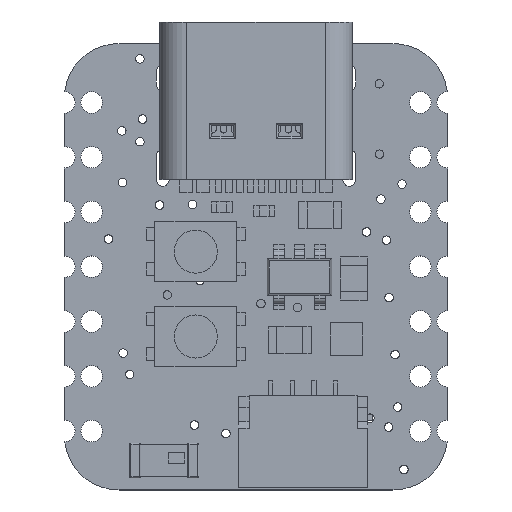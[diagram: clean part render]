
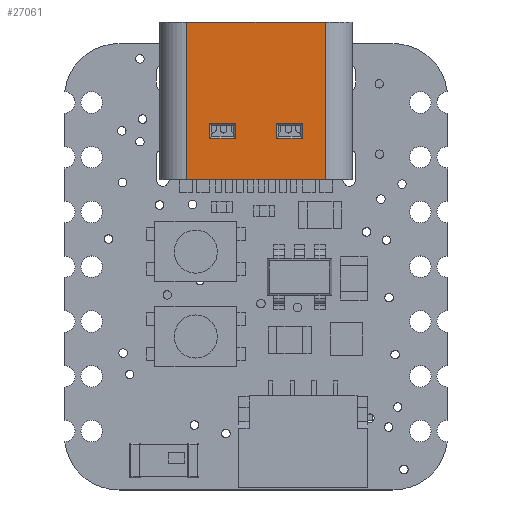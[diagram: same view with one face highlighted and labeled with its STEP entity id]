
A CAD part, top view. The second image highlights one B-rep face of the part: STEP entity #27061.
In plain terms, the highlighted planar face has unit normal (0, 0, 1).
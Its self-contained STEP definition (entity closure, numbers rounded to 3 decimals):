
#447=FACE_BOUND('',#3673,.T.);
#448=FACE_BOUND('',#3674,.T.);
#670=PLANE('',#29195);
#2023=FACE_OUTER_BOUND('',#3672,.T.);
#3672=EDGE_LOOP('',(#19687,#19688,#19689,#19690));
#3673=EDGE_LOOP('',(#19691,#19692,#19693,#19694));
#3674=EDGE_LOOP('',(#19695,#19696,#19697,#19698));
#6143=LINE('',#40268,#9247);
#6158=LINE('',#40334,#9262);
#6159=LINE('',#40336,#9263);
#6160=LINE('',#40337,#9264);
#6161=LINE('',#40340,#9265);
#6162=LINE('',#40342,#9266);
#6163=LINE('',#40344,#9267);
#6164=LINE('',#40345,#9268);
#6165=LINE('',#40348,#9269);
#6166=LINE('',#40350,#9270);
#6167=LINE('',#40352,#9271);
#6168=LINE('',#40353,#9272);
#9247=VECTOR('',#32712,6.44);
#9262=VECTOR('',#32785,7.3);
#9263=VECTOR('',#32786,6.44);
#9264=VECTOR('',#32787,7.3);
#9265=VECTOR('',#32788,1.2);
#9266=VECTOR('',#32789,0.7);
#9267=VECTOR('',#32790,1.2);
#9268=VECTOR('',#32791,0.7);
#9269=VECTOR('',#32792,1.2);
#9270=VECTOR('',#32793,0.7);
#9271=VECTOR('',#32794,1.2);
#9272=VECTOR('',#32795,0.7);
#12376=VERTEX_POINT('',#40265);
#12377=VERTEX_POINT('',#40267);
#12399=VERTEX_POINT('',#40333);
#12400=VERTEX_POINT('',#40335);
#12401=VERTEX_POINT('',#40338);
#12402=VERTEX_POINT('',#40339);
#12403=VERTEX_POINT('',#40341);
#12404=VERTEX_POINT('',#40343);
#12405=VERTEX_POINT('',#40346);
#12406=VERTEX_POINT('',#40347);
#12407=VERTEX_POINT('',#40349);
#12408=VERTEX_POINT('',#40351);
#15115=EDGE_CURVE('',#12377,#12376,#6143,.T.);
#15151=EDGE_CURVE('',#12376,#12399,#6158,.F.);
#15152=EDGE_CURVE('',#12400,#12399,#6159,.T.);
#15153=EDGE_CURVE('',#12400,#12377,#6160,.T.);
#15154=EDGE_CURVE('',#12401,#12402,#6161,.T.);
#15155=EDGE_CURVE('',#12402,#12403,#6162,.T.);
#15156=EDGE_CURVE('',#12403,#12404,#6163,.T.);
#15157=EDGE_CURVE('',#12404,#12401,#6164,.T.);
#15158=EDGE_CURVE('',#12405,#12406,#6165,.T.);
#15159=EDGE_CURVE('',#12406,#12407,#6166,.T.);
#15160=EDGE_CURVE('',#12407,#12408,#6167,.T.);
#15161=EDGE_CURVE('',#12408,#12405,#6168,.T.);
#19687=ORIENTED_EDGE('',*,*,#15115,.T.);
#19688=ORIENTED_EDGE('',*,*,#15151,.T.);
#19689=ORIENTED_EDGE('',*,*,#15152,.F.);
#19690=ORIENTED_EDGE('',*,*,#15153,.T.);
#19691=ORIENTED_EDGE('',*,*,#15154,.T.);
#19692=ORIENTED_EDGE('',*,*,#15155,.T.);
#19693=ORIENTED_EDGE('',*,*,#15156,.T.);
#19694=ORIENTED_EDGE('',*,*,#15157,.T.);
#19695=ORIENTED_EDGE('',*,*,#15158,.T.);
#19696=ORIENTED_EDGE('',*,*,#15159,.T.);
#19697=ORIENTED_EDGE('',*,*,#15160,.T.);
#19698=ORIENTED_EDGE('',*,*,#15161,.T.);
#27061=ADVANCED_FACE('',(#2023,#447,#448),#670,.F.);
#29195=AXIS2_PLACEMENT_3D('',#40332,#32783,#32784);
#32712=DIRECTION('',(-1.,0.,0.));
#32783=DIRECTION('center_axis',(0.,0.,-1.));
#32784=DIRECTION('ref_axis',(1.,0.,0.));
#32785=DIRECTION('',(0.,1.,0.));
#32786=DIRECTION('',(-1.,0.,0.));
#32787=DIRECTION('',(0.,1.,0.));
#32788=DIRECTION('',(1.,0.,0.));
#32789=DIRECTION('',(0.,-1.,0.));
#32790=DIRECTION('',(-1.,0.,0.));
#32791=DIRECTION('',(0.,1.,0.));
#32792=DIRECTION('',(1.,0.,0.));
#32793=DIRECTION('',(0.,-1.,0.));
#32794=DIRECTION('',(-1.,0.,0.));
#32795=DIRECTION('',(0.,1.,0.));
#40265=CARTESIAN_POINT('',(-3.22,3.513,3.2));
#40267=CARTESIAN_POINT('',(3.22,3.513,3.2));
#40268=CARTESIAN_POINT('',(3.22,3.513,3.2));
#40332=CARTESIAN_POINT('Origin',(-4.47,-3.787,3.2));
#40333=CARTESIAN_POINT('',(-3.22,-3.787,3.2));
#40334=CARTESIAN_POINT('',(-3.22,-3.787,3.2));
#40335=CARTESIAN_POINT('',(3.22,-3.787,3.2));
#40336=CARTESIAN_POINT('',(3.22,-3.787,3.2));
#40337=CARTESIAN_POINT('',(3.22,-3.787,3.2));
#40338=CARTESIAN_POINT('',(-2.15,1.613,3.2));
#40339=CARTESIAN_POINT('',(-0.95,1.613,3.2));
#40340=CARTESIAN_POINT('',(-2.15,1.613,3.2));
#40341=CARTESIAN_POINT('',(-0.95,0.913,3.2));
#40342=CARTESIAN_POINT('',(-0.95,1.613,3.2));
#40343=CARTESIAN_POINT('',(-2.15,0.913,3.2));
#40344=CARTESIAN_POINT('',(-0.95,0.913,3.2));
#40345=CARTESIAN_POINT('',(-2.15,0.913,3.2));
#40346=CARTESIAN_POINT('',(0.95,1.613,3.2));
#40347=CARTESIAN_POINT('',(2.15,1.613,3.2));
#40348=CARTESIAN_POINT('',(0.95,1.613,3.2));
#40349=CARTESIAN_POINT('',(2.15,0.913,3.2));
#40350=CARTESIAN_POINT('',(2.15,1.613,3.2));
#40351=CARTESIAN_POINT('',(0.95,0.913,3.2));
#40352=CARTESIAN_POINT('',(2.15,0.913,3.2));
#40353=CARTESIAN_POINT('',(0.95,0.913,3.2));
